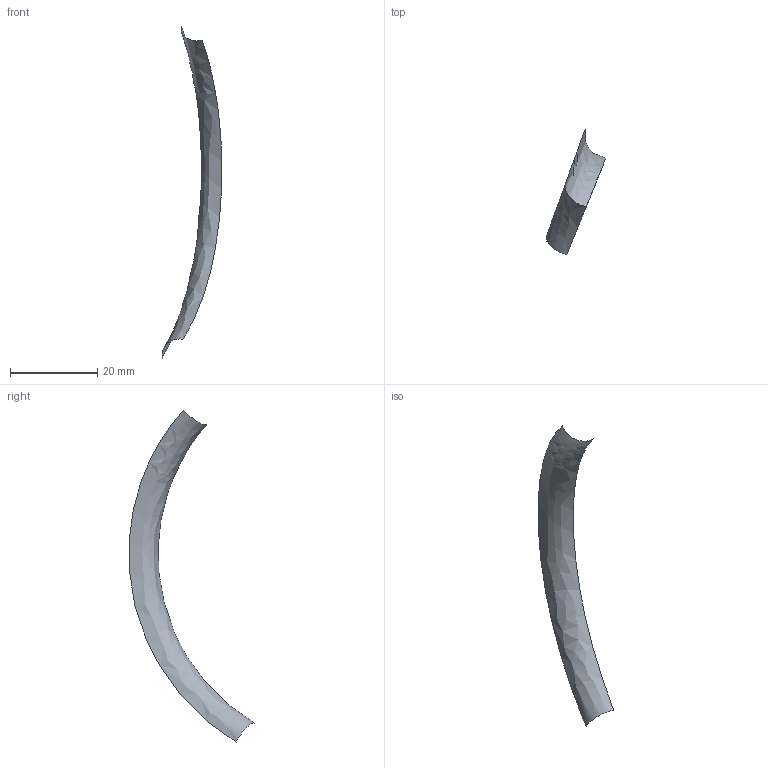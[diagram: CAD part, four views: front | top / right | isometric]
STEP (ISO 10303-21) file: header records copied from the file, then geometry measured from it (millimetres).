
FILE_DESCRIPTION(('c2-db','r7c c2','.','CATIA model tolerance 0.01000'),'2;1');
FILE_NAME('c2-db','2001-05-16T06:18:20+1:00',('ww'),('ww','ww','.'),'debis Systemhaus: CATIA V4-->STEP Version 4.1.0.1','CATIA V4','ww');
FILE_SCHEMA(('AUTOMOTIVE_DESIGN { 1 0 10303 214 0 1 1 1 }'));
Length unit declared in the file: millimetre
Products named in the file (1): ww
Bounding box: 13.7 x 28.73 x 76.07 mm (x, y, z)
Surface area: 763.8 mm2 (no closed solid volume)
Topology: 0 solids, 0 shells, 1 faces, 5 edges, 6 vertices
Faces by surface type: bspline 1
Entity records: 241 total; most frequent: CARTESIAN_POINT 193, DIRECTION 4, CURVE_STYLE 3, UNCERTAINTY_MEASURE_WITH_UNIT 2, COLOUR_RGB 2, DRAUGHTING_PRE_DEFINED_CURVE_FONT 2, PRESENTATION_STYLE_ASSIGNMENT 2, STYLED_ITEM 2
